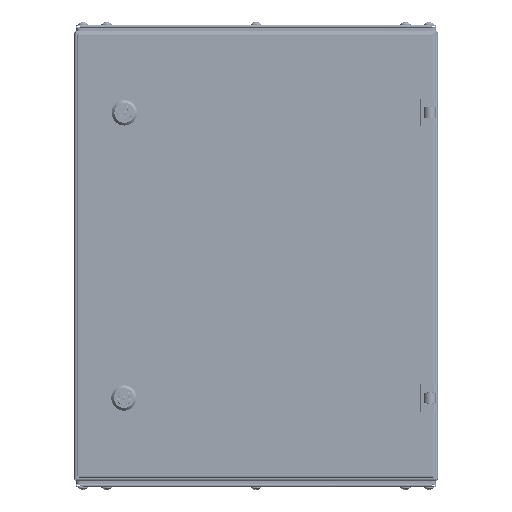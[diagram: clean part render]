
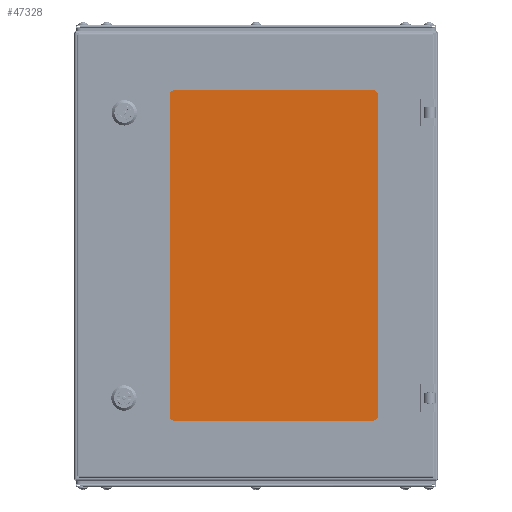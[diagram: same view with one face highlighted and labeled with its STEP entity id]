
A CAD part, top view. The second image highlights one B-rep face of the part: STEP entity #47328.
In plain terms, the highlighted planar face has unit normal (0, 0, 1).
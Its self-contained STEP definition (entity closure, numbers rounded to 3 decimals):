
#539 = VERTEX_POINT ( 'NONE', #51830 ) ;
#3521 = DIRECTION ( 'NONE',  ( 0., 0., 1. ) ) ;
#3748 = ORIENTED_EDGE ( 'NONE', *, *, #36957, .T. ) ;
#4385 = DIRECTION ( 'NONE',  ( 0., 0., 1. ) ) ;
#4450 = PLANE ( 'NONE',  #60298 ) ;
#6082 = VERTEX_POINT ( 'NONE', #26167 ) ;
#8751 = CARTESIAN_POINT ( 'NONE',  ( -127.75, -195.5, 4. ) ) ;
#9231 = DIRECTION ( 'NONE',  ( 1., 0., 0. ) ) ;
#10595 = LINE ( 'NONE', #17192, #43789 ) ;
#10727 = CIRCLE ( 'NONE', #41589, 10. ) ;
#14772 = DIRECTION ( 'NONE',  ( -1., 0., 0. ) ) ;
#16262 = EDGE_CURVE ( 'NONE', #16852, #539, #10595, .T. ) ;
#16852 = VERTEX_POINT ( 'NONE', #54047 ) ;
#17192 = CARTESIAN_POINT ( 'NONE',  ( -127.75, 195.5, 4. ) ) ;
#17998 = CIRCLE ( 'NONE', #85305, 10. ) ;
#19318 = EDGE_CURVE ( 'NONE', #49947, #75806, #30418, .T. ) ;
#19384 = CARTESIAN_POINT ( 'NONE',  ( -117.75, -195.5, 4. ) ) ;
#21138 = AXIS2_PLACEMENT_3D ( 'NONE', #47714, #27536, #14772 ) ;
#21564 = EDGE_CURVE ( 'NONE', #78114, #16852, #10727, .T. ) ;
#22076 = ORIENTED_EDGE ( 'NONE', *, *, #19318, .T. ) ;
#23253 = CARTESIAN_POINT ( 'NONE',  ( -127.75, -195.5, 4. ) ) ;
#25884 = VERTEX_POINT ( 'NONE', #54852 ) ;
#26167 = CARTESIAN_POINT ( 'NONE',  ( -127.75, 185.5, 4. ) ) ;
#26187 = CARTESIAN_POINT ( 'NONE',  ( -127.75, -185.5, 4. ) ) ;
#26276 = EDGE_LOOP ( 'NONE', ( #3748, #84808, #30218, #71548, #43805, #31894, #70970, #22076 ) ) ;
#27536 = DIRECTION ( 'NONE',  ( 0., 0., 1. ) ) ;
#30218 = ORIENTED_EDGE ( 'NONE', *, *, #79458, .T. ) ;
#30344 = DIRECTION ( 'NONE',  ( -1., 0., 0. ) ) ;
#30418 = CIRCLE ( 'NONE', #37422, 10. ) ;
#30715 = CARTESIAN_POINT ( 'NONE',  ( 117.75, 185.5, 4. ) ) ;
#30952 = VERTEX_POINT ( 'NONE', #65810 ) ;
#31894 = ORIENTED_EDGE ( 'NONE', *, *, #55392, .T. ) ;
#36957 = EDGE_CURVE ( 'NONE', #75806, #30952, #69399, .T. ) ;
#37422 = AXIS2_PLACEMENT_3D ( 'NONE', #41771, #82158, #47933 ) ;
#41589 = AXIS2_PLACEMENT_3D ( 'NONE', #30715, #4385, #71552 ) ;
#41771 = CARTESIAN_POINT ( 'NONE',  ( -117.75, -185.5, 4. ) ) ;
#43789 = VECTOR ( 'NONE', #72068, 1000. ) ;
#43805 = ORIENTED_EDGE ( 'NONE', *, *, #16262, .T. ) ;
#44943 = CIRCLE ( 'NONE', #21138, 10. ) ;
#47328 = ADVANCED_FACE ( 'NONE', ( #84344 ), #4450, .F. ) ;
#47714 = CARTESIAN_POINT ( 'NONE',  ( -117.75, 185.5, 4. ) ) ;
#47933 = DIRECTION ( 'NONE',  ( -1., 0., 0. ) ) ;
#48701 = LINE ( 'NONE', #8751, #62015 ) ;
#49947 = VERTEX_POINT ( 'NONE', #26187 ) ;
#51635 = LINE ( 'NONE', #71840, #69030 ) ;
#51830 = CARTESIAN_POINT ( 'NONE',  ( -117.75, 195.5, 4. ) ) ;
#54047 = CARTESIAN_POINT ( 'NONE',  ( 117.75, 195.5, 4. ) ) ;
#54852 = CARTESIAN_POINT ( 'NONE',  ( 127.75, -185.5, 4. ) ) ;
#54862 = DIRECTION ( 'NONE',  ( 0., -1., 0. ) ) ;
#55392 = EDGE_CURVE ( 'NONE', #539, #6082, #44943, .T. ) ;
#57075 = CARTESIAN_POINT ( 'NONE',  ( 117.75, -185.5, 4. ) ) ;
#58238 = EDGE_CURVE ( 'NONE', #6082, #49947, #48701, .T. ) ;
#59499 = CARTESIAN_POINT ( 'NONE',  ( 127.75, 185.5, 4. ) ) ;
#59518 = DIRECTION ( 'NONE',  ( 0., 1., 0. ) ) ;
#60298 = AXIS2_PLACEMENT_3D ( 'NONE', #71617, #77336, #30344 ) ;
#62015 = VECTOR ( 'NONE', #54862, 1000. ) ;
#65810 = CARTESIAN_POINT ( 'NONE',  ( 117.75, -195.5, 4. ) ) ;
#67800 = EDGE_CURVE ( 'NONE', #30952, #25884, #17998, .T. ) ;
#69030 = VECTOR ( 'NONE', #59518, 1000. ) ;
#69399 = LINE ( 'NONE', #23253, #77433 ) ;
#70266 = DIRECTION ( 'NONE',  ( -1., 0., 0. ) ) ;
#70970 = ORIENTED_EDGE ( 'NONE', *, *, #58238, .T. ) ;
#71548 = ORIENTED_EDGE ( 'NONE', *, *, #21564, .T. ) ;
#71552 = DIRECTION ( 'NONE',  ( -1., 0., 0. ) ) ;
#71617 = CARTESIAN_POINT ( 'NONE',  ( 0., 0., 4. ) ) ;
#71840 = CARTESIAN_POINT ( 'NONE',  ( 127.75, -195.5, 4. ) ) ;
#72068 = DIRECTION ( 'NONE',  ( -1., 0., 0. ) ) ;
#75806 = VERTEX_POINT ( 'NONE', #19384 ) ;
#77336 = DIRECTION ( 'NONE',  ( 0., 0., -1. ) ) ;
#77433 = VECTOR ( 'NONE', #9231, 1000. ) ;
#78114 = VERTEX_POINT ( 'NONE', #59499 ) ;
#79458 = EDGE_CURVE ( 'NONE', #25884, #78114, #51635, .T. ) ;
#82158 = DIRECTION ( 'NONE',  ( 0., 0., 1. ) ) ;
#84344 = FACE_OUTER_BOUND ( 'NONE', #26276, .T. ) ;
#84808 = ORIENTED_EDGE ( 'NONE', *, *, #67800, .T. ) ;
#85305 = AXIS2_PLACEMENT_3D ( 'NONE', #57075, #3521, #70266 ) ;
